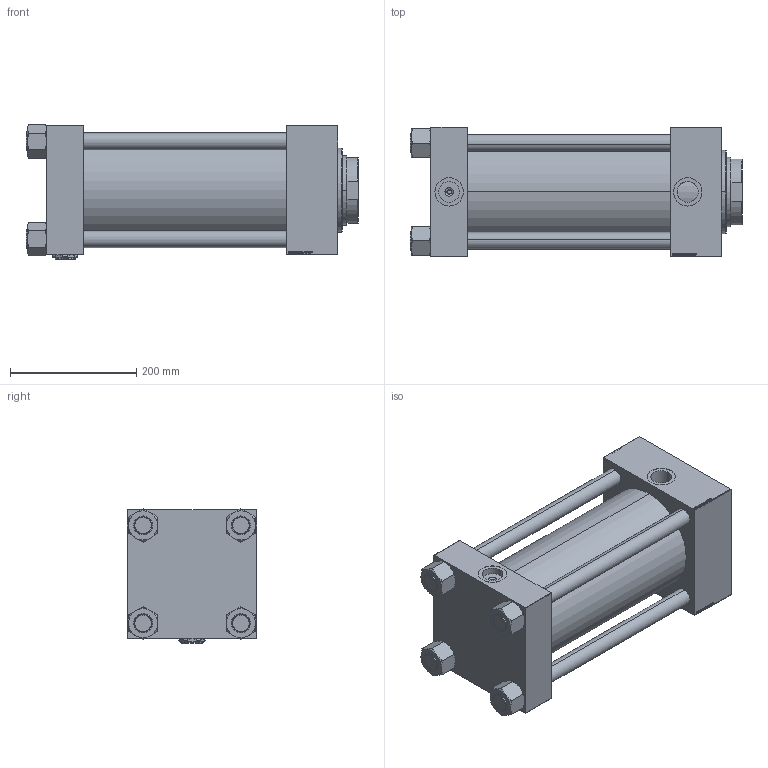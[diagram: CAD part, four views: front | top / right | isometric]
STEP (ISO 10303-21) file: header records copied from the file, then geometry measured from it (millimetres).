
FILE_DESCRIPTION (( 'STEP AP203' ), '1' );
FILE_NAME ('df50.STEP', '2022-04-15T22:52:27', ( '' ), ( '' ), 'SwSTEP 2.0', 'SolidWorks 2019', '' );
FILE_SCHEMA (( 'CONFIG_CONTROL_DESIGN' ));
Length unit declared in the file: millimetre
Products named in the file (7): Zatka_pro_OIL_PORT 4a6e62407fd00736206ca2db06aeab5d; df50; V215_VC_A 4a6e62407fd00736206ca2db06aeab5d; NUT_M5_C 4a6e62407fd00736206ca2db06aeab5d; V215CR_C_Body 4a6e62407fd00736206ca2db06aeab5d; V215CR_VCP_C 4a6e62407fd00736206ca2db06aeab5d; V215CR_C_TYCINKA 4a6e62407fd00736206ca2db06aeab5d
Assembly tree (12 placements, depth 2):
  df50
    V215CR_C_Body 4a6e62407fd00736206ca2db06aeab5d
    V215CR_VCP_C 4a6e62407fd00736206ca2db06aeab5d
    NUT_M5_C 4a6e62407fd00736206ca2db06aeab5d  x4
    V215CR_C_TYCINKA 4a6e62407fd00736206ca2db06aeab5d  x4
    V215_VC_A 4a6e62407fd00736206ca2db06aeab5d
    Zatka_pro_OIL_PORT 4a6e62407fd00736206ca2db06aeab5d
Bounding box: 526 x 205 x 213.57 mm (x, y, z)
Volume: 10711419.8 mm3; surface area: 1119566.9 mm2
Topology: 12 solids, 12 shells, 1256 faces, 3167 edges, 2057 vertices
Faces by surface type: plane 600, bspline 392, cone 158, cylinder 98, torus 8
Entity records: 52746 total; most frequent: CARTESIAN_POINT 27870, ORIENTED_EDGE 5598, DIRECTION 3641, EDGE_CURVE 2799, VERTEX_POINT 1835, LINE 1649, VECTOR 1649, EDGE_LOOP 1236
